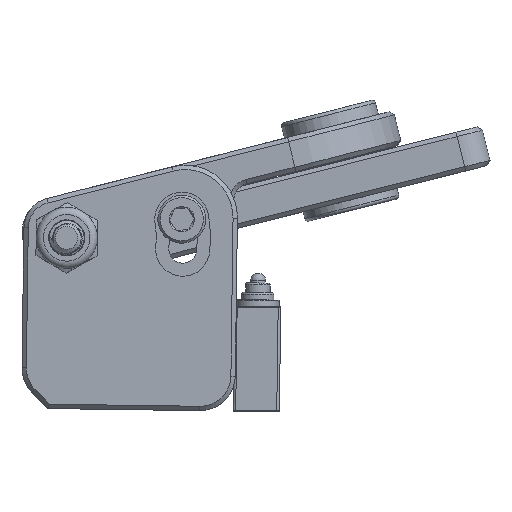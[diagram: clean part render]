
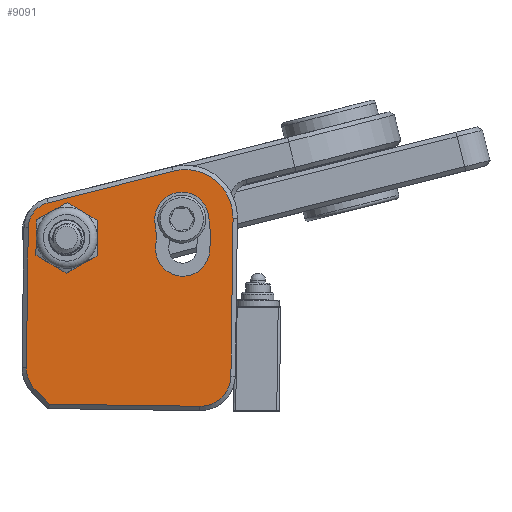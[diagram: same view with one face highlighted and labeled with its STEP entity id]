
A CAD part, front view. The second image highlights one B-rep face of the part: STEP entity #9091.
In plain terms, the highlighted face is planar.
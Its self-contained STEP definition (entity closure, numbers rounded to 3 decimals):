
#670=FACE_BOUND('',#1507,.T.);
#671=FACE_BOUND('',#1508,.T.);
#731=PLANE('',#9820);
#934=FACE_OUTER_BOUND('',#1506,.T.);
#1506=EDGE_LOOP('',(#6126,#6127,#6128,#6129,#6130,#6131,#6132,#6133,#6134));
#1507=EDGE_LOOP('',(#6135,#6136,#6137,#6138));
#1508=EDGE_LOOP('',(#6139));
#2134=LINE('',#13355,#2783);
#2135=LINE('',#13359,#2784);
#2136=LINE('',#13363,#2785);
#2137=LINE('',#13367,#2786);
#2138=LINE('',#13370,#2787);
#2783=VECTOR('',#10841,10.);
#2784=VECTOR('',#10844,10.);
#2785=VECTOR('',#10847,10.);
#2786=VECTOR('',#10850,10.);
#2787=VECTOR('',#10853,10.);
#3427=CIRCLE('',#9790,16.455);
#3429=CIRCLE('',#9793,3.1);
#3431=CIRCLE('',#9796,10.255);
#3433=CIRCLE('',#9799,3.1);
#3448=CIRCLE('',#9821,3.5);
#3449=CIRCLE('',#9822,5.5);
#3450=CIRCLE('',#9823,3.);
#3451=CIRCLE('',#9824,3.5);
#3452=CIRCLE('',#9825,2.2);
#3776=VERTEX_POINT('',#13283);
#3777=VERTEX_POINT('',#13284);
#3780=VERTEX_POINT('',#13292);
#3782=VERTEX_POINT('',#13298);
#3802=VERTEX_POINT('',#13353);
#3803=VERTEX_POINT('',#13354);
#3804=VERTEX_POINT('',#13356);
#3805=VERTEX_POINT('',#13358);
#3806=VERTEX_POINT('',#13360);
#3807=VERTEX_POINT('',#13362);
#3808=VERTEX_POINT('',#13364);
#3809=VERTEX_POINT('',#13366);
#3810=VERTEX_POINT('',#13368);
#3811=VERTEX_POINT('',#13371);
#4658=EDGE_CURVE('',#3776,#3777,#3427,.T.);
#4662=EDGE_CURVE('',#3780,#3776,#3429,.T.);
#4665=EDGE_CURVE('',#3782,#3780,#3431,.T.);
#4668=EDGE_CURVE('',#3777,#3782,#3433,.T.);
#4692=EDGE_CURVE('',#3802,#3803,#2134,.T.);
#4693=EDGE_CURVE('',#3804,#3802,#3448,.T.);
#4694=EDGE_CURVE('',#3805,#3804,#2135,.T.);
#4695=EDGE_CURVE('',#3806,#3805,#3449,.T.);
#4696=EDGE_CURVE('',#3807,#3806,#2136,.T.);
#4697=EDGE_CURVE('',#3808,#3807,#3450,.T.);
#4698=EDGE_CURVE('',#3809,#3808,#2137,.T.);
#4699=EDGE_CURVE('',#3810,#3809,#3451,.T.);
#4700=EDGE_CURVE('',#3803,#3810,#2138,.T.);
#4701=EDGE_CURVE('',#3811,#3811,#3452,.T.);
#6126=ORIENTED_EDGE('',*,*,#4692,.F.);
#6127=ORIENTED_EDGE('',*,*,#4693,.F.);
#6128=ORIENTED_EDGE('',*,*,#4694,.F.);
#6129=ORIENTED_EDGE('',*,*,#4695,.F.);
#6130=ORIENTED_EDGE('',*,*,#4696,.F.);
#6131=ORIENTED_EDGE('',*,*,#4697,.F.);
#6132=ORIENTED_EDGE('',*,*,#4698,.F.);
#6133=ORIENTED_EDGE('',*,*,#4699,.F.);
#6134=ORIENTED_EDGE('',*,*,#4700,.F.);
#6135=ORIENTED_EDGE('',*,*,#4658,.T.);
#6136=ORIENTED_EDGE('',*,*,#4668,.T.);
#6137=ORIENTED_EDGE('',*,*,#4665,.T.);
#6138=ORIENTED_EDGE('',*,*,#4662,.T.);
#6139=ORIENTED_EDGE('',*,*,#4701,.T.);
#9091=ADVANCED_FACE('',(#934,#670,#671),#731,.T.);
#9790=AXIS2_PLACEMENT_3D('',#13285,#10766,#10767);
#9793=AXIS2_PLACEMENT_3D('',#13293,#10774,#10775);
#9796=AXIS2_PLACEMENT_3D('',#13299,#10781,#10782);
#9799=AXIS2_PLACEMENT_3D('',#13304,#10788,#10789);
#9820=AXIS2_PLACEMENT_3D('',#13352,#10839,#10840);
#9821=AXIS2_PLACEMENT_3D('',#13357,#10842,#10843);
#9822=AXIS2_PLACEMENT_3D('',#13361,#10845,#10846);
#9823=AXIS2_PLACEMENT_3D('',#13365,#10848,#10849);
#9824=AXIS2_PLACEMENT_3D('',#13369,#10851,#10852);
#9825=AXIS2_PLACEMENT_3D('',#13372,#10854,#10855);
#10766=DIRECTION('center_axis',(0.,0.,
-1.));
#10767=DIRECTION('ref_axis',(0.943,0.333,0.));
#10774=DIRECTION('center_axis',(0.,0.,
-1.));
#10775=DIRECTION('ref_axis',(0.827,0.562,0.));
#10781=DIRECTION('center_axis',(0.,0.,
1.));
#10782=DIRECTION('ref_axis',(0.943,0.333,0.));
#10788=DIRECTION('center_axis',(0.,0.,
-1.));
#10789=DIRECTION('ref_axis',(-0.943,-0.333,0.));
#10839=DIRECTION('center_axis',(0.,0.,
1.));
#10840=DIRECTION('ref_axis',(1.,0.,0.));
#10841=DIRECTION('',(-0.912,-0.41,0.));
#10842=DIRECTION('center_axis',(0.,0.,
-1.));
#10843=DIRECTION('ref_axis',(0.935,-0.355,0.));
#10844=DIRECTION('',(0.41,-0.912,0.));
#10845=DIRECTION('center_axis',(0.,0.,
-1.));
#10846=DIRECTION('ref_axis',(0.23,0.973,0.));
#10847=DIRECTION('',(0.775,0.633,0.));
#10848=DIRECTION('center_axis',(0.,0.,
-1.));
#10849=DIRECTION('ref_axis',(-0.973,0.23,0.));
#10850=DIRECTION('',(-0.41,0.912,0.));
#10851=DIRECTION('center_axis',(0.,0.,
-1.));
#10852=DIRECTION('ref_axis',(-0.686,-0.728,0.));
#10853=DIRECTION('',(-0.935,0.355,0.));
#10854=DIRECTION('center_axis',(0.,0.,
-1.));
#10855=DIRECTION('ref_axis',(0.906,0.423,0.));
#13283=CARTESIAN_POINT('',(18.855,21.278,30.47));
#13284=CARTESIAN_POINT('',(20.765,17.5,30.47));
#13285=CARTESIAN_POINT('Origin',(5.248,12.025,30.47));
#13292=CARTESIAN_POINT('',(13.728,17.792,30.47));
#13293=CARTESIAN_POINT('Origin',(16.291,19.535,30.47));
#13298=CARTESIAN_POINT('',(14.919,15.437,30.47));
#13299=CARTESIAN_POINT('Origin',(5.248,12.025,30.47));
#13304=CARTESIAN_POINT('Origin',(17.842,16.468,30.47));
#13352=CARTESIAN_POINT('Origin',(20.778,16.413,30.47));
#13353=CARTESIAN_POINT('',(27.229,0.993,30.47));
#13354=CARTESIAN_POINT('',(11.514,-6.076,30.47));
#13355=CARTESIAN_POINT('',(26.798,0.799,30.47));
#13356=CARTESIAN_POINT('',(28.985,5.621,30.47));
#13357=CARTESIAN_POINT('Origin',(25.794,4.185,30.47));
#13358=CARTESIAN_POINT('',(21.564,22.118,30.47));
#13359=CARTESIAN_POINT('',(23.556,17.691,30.47));
#13360=CARTESIAN_POINT('',(13.069,24.121,30.47));
#13361=CARTESIAN_POINT('Origin',(16.548,19.861,30.47));
#13362=CARTESIAN_POINT('',(1.609,14.761,30.47));
#13363=CARTESIAN_POINT('',(6.723,18.938,30.47));
#13364=CARTESIAN_POINT('',(0.771,11.207,30.47));
#13365=CARTESIAN_POINT('Origin',(3.507,12.438,30.47));
#13366=CARTESIAN_POINT('',(7.34,-3.396,30.47));
#13367=CARTESIAN_POINT('',(1.703,9.134,30.47));
#13368=CARTESIAN_POINT('',(9.29,-5.233,30.47));
#13369=CARTESIAN_POINT('Origin',(10.532,-1.96,30.47));
#13370=CARTESIAN_POINT('',(10.939,-5.858,30.47));
#13371=CARTESIAN_POINT('',(3.254,11.095,30.47));
#13372=CARTESIAN_POINT('Origin',(5.248,12.025,30.47));
